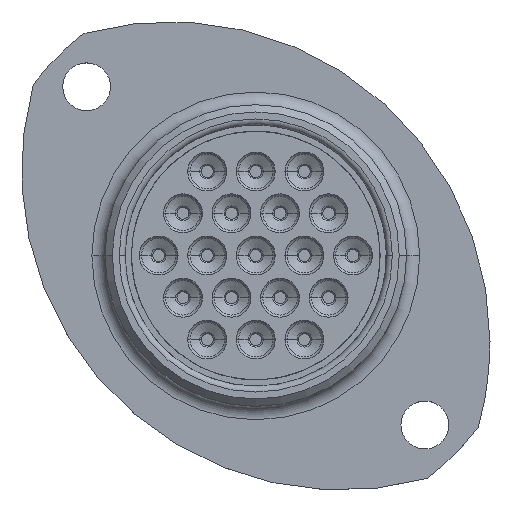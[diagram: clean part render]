
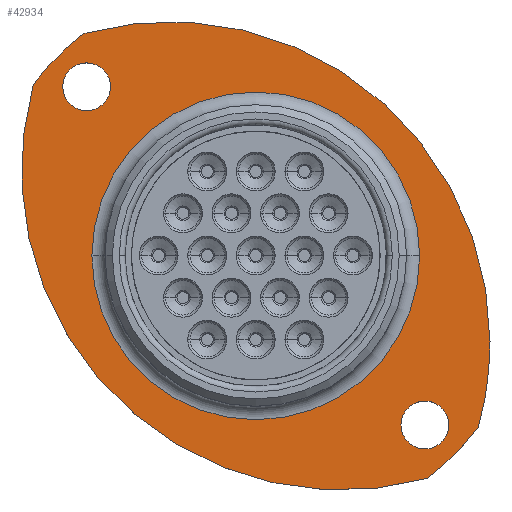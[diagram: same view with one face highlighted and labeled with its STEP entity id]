
A CAD part, top view. The second image highlights one B-rep face of the part: STEP entity #42934.
In plain terms, the highlighted planar face has unit normal (0, 0, 1).
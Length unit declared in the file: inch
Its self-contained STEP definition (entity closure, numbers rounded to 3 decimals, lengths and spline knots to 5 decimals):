
#42 = CARTESIAN_POINT ( 'NONE',  ( -1.57213, 0.39685, 0.65053 ) ) ;
#723 = DIRECTION ( 'NONE',  ( 0., 0., -1. ) ) ;
#788 = AXIS2_PLACEMENT_3D ( 'NONE', #12381, #35765, #15781 ) ;
#1096 = EDGE_LOOP ( 'NONE', ( #1759, #27906 ) ) ;
#1375 = DIRECTION ( 'NONE',  ( 0., 0., 1. ) ) ;
#1759 = ORIENTED_EDGE ( 'NONE', *, *, #28603, .F. ) ;
#1907 = CIRCLE ( 'NONE', #12989, 0.06398 ) ;
#2183 = FACE_BOUND ( 'NONE', #6913, .T. ) ;
#2363 = DIRECTION ( 'NONE',  ( 1., 0., 0. ) ) ;
#2493 = CARTESIAN_POINT ( 'NONE',  ( -2.08848, 0.84923, 0.65053 ) ) ;
#2577 = CARTESIAN_POINT ( 'NONE',  ( -2.02451, 0.84923, 0.65053 ) ) ;
#3399 = DIRECTION ( 'NONE',  ( -1., 0., 0. ) ) ;
#3549 = VERTEX_POINT ( 'NONE', #27017 ) ;
#3703 = CARTESIAN_POINT ( 'NONE',  ( -1.11255, -0.19834, 0.65053 ) ) ;
#3881 = PLANE ( 'NONE',  #40935 ) ;
#4410 = CARTESIAN_POINT ( 'NONE',  ( -1.96053, 0.84923, 0.65053 ) ) ;
#5232 = AXIS2_PLACEMENT_3D ( 'NONE', #26398, #6292, #29743 ) ;
#5503 = CIRCLE ( 'NONE', #32366, 0.06398 ) ;
#5970 = DIRECTION ( 'NONE',  ( 1., 0., 0. ) ) ;
#6285 = CIRCLE ( 'NONE', #21330, 0.8563 ) ;
#6292 = DIRECTION ( 'NONE',  ( 0., 0., 1. ) ) ;
#6325 = ORIENTED_EDGE ( 'NONE', *, *, #20482, .T. ) ;
#6913 = EDGE_LOOP ( 'NONE', ( #21656, #6325 ) ) ;
#7420 = DIRECTION ( 'NONE',  ( 0., 0., -1. ) ) ;
#8006 = CIRCLE ( 'NONE', #23493, 0.43839 ) ;
#8538 = AXIS2_PLACEMENT_3D ( 'NONE', #42, #23521, #3399 ) ;
#9383 = CARTESIAN_POINT ( 'NONE',  ( -2.01051, 0.39685, 0.65053 ) ) ;
#10241 = CARTESIAN_POINT ( 'NONE',  ( -1.57213, 0.39685, 0.65053 ) ) ;
#10447 = EDGE_CURVE ( 'NONE', #3549, #11174, #6285, .T. ) ;
#11174 = VERTEX_POINT ( 'NONE', #20831 ) ;
#12381 = CARTESIAN_POINT ( 'NONE',  ( -1.11974, -0.05553, 0.65053 ) ) ;
#12989 = AXIS2_PLACEMENT_3D ( 'NONE', #15962, #39356, #19326 ) ;
#13409 = CARTESIAN_POINT ( 'NONE',  ( -1.8018, 0.16718, 0.65053 ) ) ;
#13433 = EDGE_CURVE ( 'NONE', #22236, #33977, #35037, .T. ) ;
#13600 = DIRECTION ( 'NONE',  ( -1., 0., 0. ) ) ;
#14008 = CARTESIAN_POINT ( 'NONE',  ( -1.13374, 0.39685, 0.65053 ) ) ;
#15171 = CIRCLE ( 'NONE', #42559, 0.75197 ) ;
#15294 = EDGE_CURVE ( 'NONE', #40733, #21345, #36978, .T. ) ;
#15781 = DIRECTION ( 'NONE',  ( 1., 0., 0. ) ) ;
#15911 = CARTESIAN_POINT ( 'NONE',  ( -0.97694, -0.06273, 0.65053 ) ) ;
#15962 = CARTESIAN_POINT ( 'NONE',  ( -1.11974, -0.05553, 0.65053 ) ) ;
#16778 = CARTESIAN_POINT ( 'NONE',  ( -1.05577, -0.05553, 0.65053 ) ) ;
#16812 = DIRECTION ( 'NONE',  ( 1., 0., 0. ) ) ;
#18224 = CARTESIAN_POINT ( 'NONE',  ( -1.57213, 0.39685, 0.65053 ) ) ;
#18844 = ORIENTED_EDGE ( 'NONE', *, *, #29337, .T. ) ;
#19032 = FACE_OUTER_BOUND ( 'NONE', #31711, .T. ) ;
#19326 = DIRECTION ( 'NONE',  ( 1., 0., 0. ) ) ;
#20482 = EDGE_CURVE ( 'NONE', #21427, #35300, #31499, .T. ) ;
#20831 = CARTESIAN_POINT ( 'NONE',  ( -2.0317, 0.99204, 0.65053 ) ) ;
#20892 = CARTESIAN_POINT ( 'NONE',  ( -1.57213, 0.39685, 0.65053 ) ) ;
#21330 = AXIS2_PLACEMENT_3D ( 'NONE', #42546, #22519, #2363 ) ;
#21345 = VERTEX_POINT ( 'NONE', #3703 ) ;
#21427 = VERTEX_POINT ( 'NONE', #14008 ) ;
#21536 = CARTESIAN_POINT ( 'NONE',  ( -2.02451, 0.84923, 0.65053 ) ) ;
#21603 = DIRECTION ( 'NONE',  ( -1., 0., 0. ) ) ;
#21656 = ORIENTED_EDGE ( 'NONE', *, *, #33017, .T. ) ;
#22236 = VERTEX_POINT ( 'NONE', #38087 ) ;
#22519 = DIRECTION ( 'NONE',  ( 0., 0., 1. ) ) ;
#22998 = ORIENTED_EDGE ( 'NONE', *, *, #10447, .T. ) ;
#23493 = AXIS2_PLACEMENT_3D ( 'NONE', #10241, #33626, #13600 ) ;
#23521 = DIRECTION ( 'NONE',  ( 0., 0., -1. ) ) ;
#24229 = DIRECTION ( 'NONE',  ( -1., 0., 0. ) ) ;
#24874 = DIRECTION ( 'NONE',  ( 1., 0., 0. ) ) ;
#25089 = CIRCLE ( 'NONE', #31068, 0.8563 ) ;
#25888 = AXIS2_PLACEMENT_3D ( 'NONE', #20892, #723, #24229 ) ;
#26077 = DIRECTION ( 'NONE',  ( 0., 0., 1. ) ) ;
#26295 = AXIS2_PLACEMENT_3D ( 'NONE', #2577, #26077, #5970 ) ;
#26398 = CARTESIAN_POINT ( 'NONE',  ( -1.34246, 0.62652, 0.65053 ) ) ;
#26827 = CIRCLE ( 'NONE', #8538, 0.75197 ) ;
#27017 = CARTESIAN_POINT ( 'NONE',  ( -0.9455, 0.16718, 0.65053 ) ) ;
#27399 = EDGE_CURVE ( 'NONE', #38106, #36175, #5503, .T. ) ;
#27510 = CARTESIAN_POINT ( 'NONE',  ( -1.57213, 1.14881, 0.65053 ) ) ;
#27896 = FACE_BOUND ( 'NONE', #31647, .T. ) ;
#27906 = ORIENTED_EDGE ( 'NONE', *, *, #27399, .F. ) ;
#28351 = ORIENTED_EDGE ( 'NONE', *, *, #13433, .F. ) ;
#28603 = EDGE_CURVE ( 'NONE', #36175, #38106, #28885, .T. ) ;
#28885 = CIRCLE ( 'NONE', #26295, 0.06398 ) ;
#29337 = EDGE_CURVE ( 'NONE', #36412, #3549, #25089, .T. ) ;
#29743 = DIRECTION ( 'NONE',  ( 1., 0., 0. ) ) ;
#30063 = CARTESIAN_POINT ( 'NONE',  ( -2.16732, 0.85642, 0.65053 ) ) ;
#30854 = DIRECTION ( 'NONE',  ( -1., 0., 0. ) ) ;
#31068 = AXIS2_PLACEMENT_3D ( 'NONE', #13409, #36821, #16812 ) ;
#31381 = EDGE_CURVE ( 'NONE', #40733, #11174, #26827, .T. ) ;
#31499 = CIRCLE ( 'NONE', #25888, 0.43839 ) ;
#31647 = EDGE_LOOP ( 'NONE', ( #32762, #28351 ) ) ;
#31711 = EDGE_LOOP ( 'NONE', ( #18844, #22998, #33159, #33392, #34999 ) ) ;
#32366 = AXIS2_PLACEMENT_3D ( 'NONE', #21536, #1375, #24874 ) ;
#32762 = ORIENTED_EDGE ( 'NONE', *, *, #40152, .F. ) ;
#33017 = EDGE_CURVE ( 'NONE', #35300, #21427, #8006, .T. ) ;
#33159 = ORIENTED_EDGE ( 'NONE', *, *, #31381, .F. ) ;
#33392 = ORIENTED_EDGE ( 'NONE', *, *, #15294, .T. ) ;
#33626 = DIRECTION ( 'NONE',  ( 0., 0., -1. ) ) ;
#33977 = VERTEX_POINT ( 'NONE', #16778 ) ;
#34999 = ORIENTED_EDGE ( 'NONE', *, *, #36794, .F. ) ;
#35037 = CIRCLE ( 'NONE', #788, 0.06398 ) ;
#35300 = VERTEX_POINT ( 'NONE', #9383 ) ;
#35765 = DIRECTION ( 'NONE',  ( 0., 0., 1. ) ) ;
#36175 = VERTEX_POINT ( 'NONE', #4410 ) ;
#36412 = VERTEX_POINT ( 'NONE', #15911 ) ;
#36780 = FACE_BOUND ( 'NONE', #1096, .T. ) ;
#36794 = EDGE_CURVE ( 'NONE', #36412, #21345, #15171, .T. ) ;
#36821 = DIRECTION ( 'NONE',  ( 0., 0., 1. ) ) ;
#36978 = CIRCLE ( 'NONE', #5232, 0.8563 ) ;
#38087 = CARTESIAN_POINT ( 'NONE',  ( -1.18372, -0.05553, 0.65053 ) ) ;
#38106 = VERTEX_POINT ( 'NONE', #2493 ) ;
#39356 = DIRECTION ( 'NONE',  ( 0., 0., 1. ) ) ;
#40152 = EDGE_CURVE ( 'NONE', #33977, #22236, #1907, .T. ) ;
#40733 = VERTEX_POINT ( 'NONE', #30063 ) ;
#40935 = AXIS2_PLACEMENT_3D ( 'NONE', #27510, #7420, #30854 ) ;
#41604 = DIRECTION ( 'NONE',  ( 0., 0., -1. ) ) ;
#42546 = CARTESIAN_POINT ( 'NONE',  ( -1.8018, 0.16718, 0.65053 ) ) ;
#42559 = AXIS2_PLACEMENT_3D ( 'NONE', #18224, #41604, #21603 ) ;
#42934 = ADVANCED_FACE ( 'NONE', ( #2183, #36780, #27896, #19032 ), #3881, .F. ) ;
